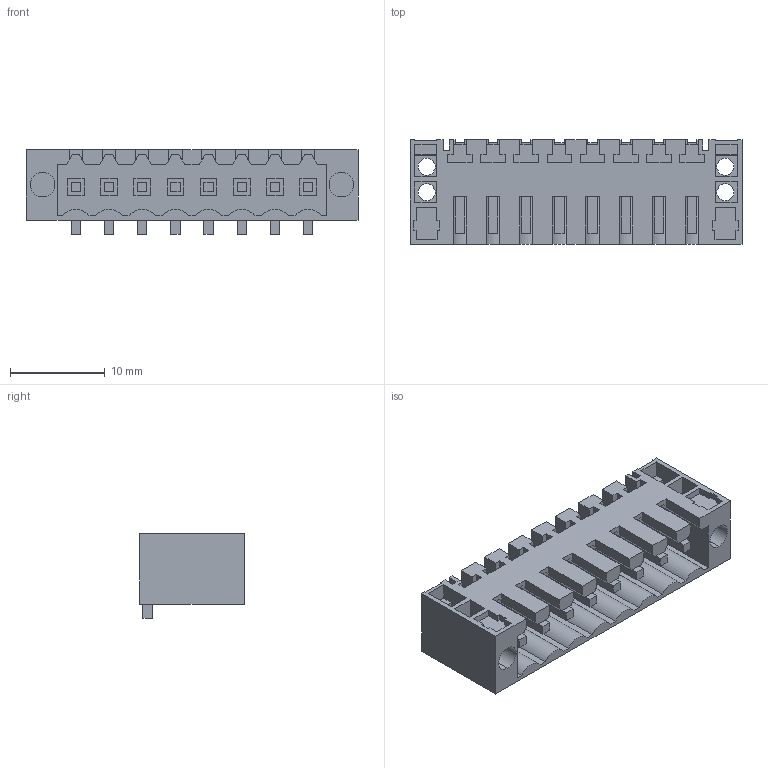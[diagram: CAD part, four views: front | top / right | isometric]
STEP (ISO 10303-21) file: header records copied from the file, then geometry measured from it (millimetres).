
FILE_DESCRIPTION(('CATIA V5 STEP Exchange','CAx-IF Rec.Pracs.--- Model Styling and Organization---1.2---2011-12-15'),'2;1');
FILE_NAME ('D1455636_0_1762064001_1762064001.stp','2018-03-10T06:18:14+00:00',('none'),('Weidmueller'),'CATIA Version 5-6 Release 2014','CATIA V5 STEP AP214','none');
FILE_SCHEMA(('AUTOMOTIVE_DESIGN { 1 0 10303 214 1 1 1 1 }'));
Length unit declared in the file: millimetre
Products named in the file (1): 1762064001
Bounding box: 35 x 11.05 x 8.95 mm (x, y, z)
Volume: 1271.7 mm3; surface area: 3307.8 mm2
Topology: 9 solids, 9 shells, 484 faces, 1439 edges, 979 vertices
Faces by surface type: plane 460, cylinder 24
Entity records: 14926 total; most frequent: ORIENTED_EDGE 2878, CARTESIAN_POINT 2681, DIRECTION 1963, EDGE_CURVE 1439, VECTOR 1391, LINE 1391, VERTEX_POINT 979, EDGE_LOOP 520
